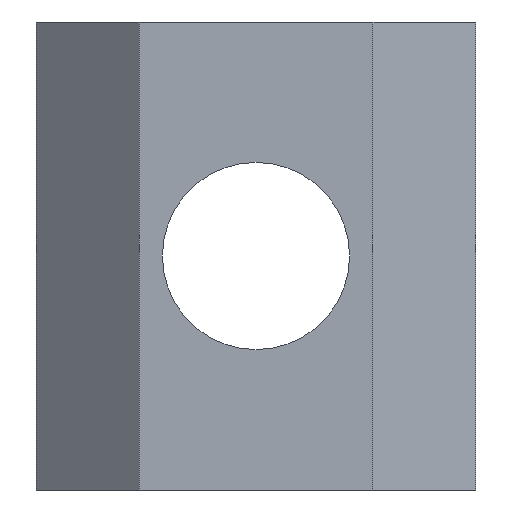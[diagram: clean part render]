
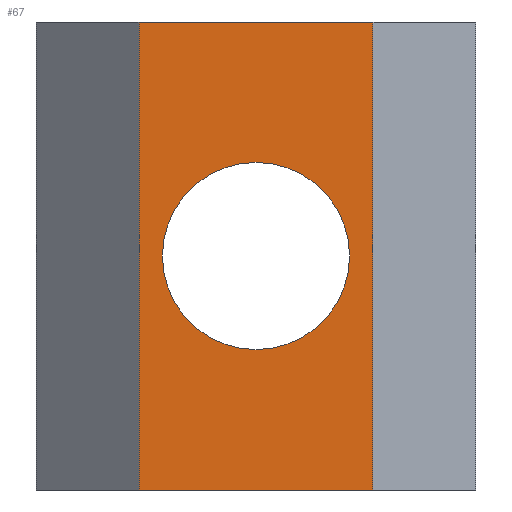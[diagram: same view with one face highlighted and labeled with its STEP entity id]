
A CAD part, front view. The second image highlights one B-rep face of the part: STEP entity #67.
In plain terms, the highlighted planar face has unit normal (0, -1, 0).
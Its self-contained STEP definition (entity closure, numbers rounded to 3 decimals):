
#39 = CIRCLE ( 'NONE', #476, 2. ) ;
#44 = DIRECTION ( 'NONE',  ( 0., 0., -1. ) ) ;
#59 = EDGE_CURVE ( 'NONE', #249, #265, #146, .T. ) ;
#60 = ORIENTED_EDGE ( 'NONE', *, *, #318, .T. ) ;
#61 = CARTESIAN_POINT ( 'NONE',  ( 0., -4.5, 0. ) ) ;
#67 = ADVANCED_FACE ( 'NONE', ( #291, #145 ), #179, .F. ) ;
#85 = VECTOR ( 'NONE', #283, 1000. ) ;
#106 = AXIS2_PLACEMENT_3D ( 'NONE', #497, #293, #295 ) ;
#125 = LINE ( 'NONE', #278, #347 ) ;
#130 = CARTESIAN_POINT ( 'NONE',  ( -2.5, -4.5, -5. ) ) ;
#131 = EDGE_LOOP ( 'NONE', ( #149, #134, #187, #60 ) ) ;
#134 = ORIENTED_EDGE ( 'NONE', *, *, #367, .F. ) ;
#141 = CARTESIAN_POINT ( 'NONE',  ( -2.5, -4.5, 5. ) ) ;
#145 = FACE_OUTER_BOUND ( 'NONE', #131, .T. ) ;
#146 = CIRCLE ( 'NONE', #106, 2. ) ;
#149 = ORIENTED_EDGE ( 'NONE', *, *, #306, .T. ) ;
#157 = CARTESIAN_POINT ( 'NONE',  ( -2.5, -4.5, 5. ) ) ;
#174 = CARTESIAN_POINT ( 'NONE',  ( -2.5, -4.5, 5. ) ) ;
#179 = PLANE ( 'NONE',  #196 ) ;
#187 = ORIENTED_EDGE ( 'NONE', *, *, #245, .F. ) ;
#196 = AXIS2_PLACEMENT_3D ( 'NONE', #141, #331, #451 ) ;
#221 = ORIENTED_EDGE ( 'NONE', *, *, #498, .T. ) ;
#232 = CARTESIAN_POINT ( 'NONE',  ( 0., -4.5, -2. ) ) ;
#239 = CARTESIAN_POINT ( 'NONE',  ( 2.5, -4.5, 5. ) ) ;
#245 = EDGE_CURVE ( 'NONE', #302, #368, #424, .T. ) ;
#247 = LINE ( 'NONE', #130, #85 ) ;
#249 = VERTEX_POINT ( 'NONE', #275 ) ;
#265 = VERTEX_POINT ( 'NONE', #232 ) ;
#275 = CARTESIAN_POINT ( 'NONE',  ( 0., -4.5, 2. ) ) ;
#277 = DIRECTION ( 'NONE',  ( 1., 0., 0. ) ) ;
#278 = CARTESIAN_POINT ( 'NONE',  ( 2.5, -4.5, 5. ) ) ;
#283 = DIRECTION ( 'NONE',  ( 1., 0., 0. ) ) ;
#291 = FACE_BOUND ( 'NONE', #324, .T. ) ;
#293 = DIRECTION ( 'NONE',  ( 0., 1., 0. ) ) ;
#295 = DIRECTION ( 'NONE',  ( 0., 0., 1. ) ) ;
#302 = VERTEX_POINT ( 'NONE', #477 ) ;
#306 = EDGE_CURVE ( 'NONE', #357, #364, #247, .T. ) ;
#313 = CARTESIAN_POINT ( 'NONE',  ( -2.5, -4.5, -5. ) ) ;
#318 = EDGE_CURVE ( 'NONE', #302, #357, #319, .T. ) ;
#319 = LINE ( 'NONE', #174, #372 ) ;
#324 = EDGE_LOOP ( 'NONE', ( #326, #221 ) ) ;
#326 = ORIENTED_EDGE ( 'NONE', *, *, #59, .T. ) ;
#331 = DIRECTION ( 'NONE',  ( 0., 1., 0. ) ) ;
#347 = VECTOR ( 'NONE', #428, 1000. ) ;
#357 = VERTEX_POINT ( 'NONE', #313 ) ;
#364 = VERTEX_POINT ( 'NONE', #400 ) ;
#367 = EDGE_CURVE ( 'NONE', #368, #364, #125, .T. ) ;
#368 = VERTEX_POINT ( 'NONE', #239 ) ;
#372 = VECTOR ( 'NONE', #44, 1000. ) ;
#400 = CARTESIAN_POINT ( 'NONE',  ( 2.5, -4.5, -5. ) ) ;
#424 = LINE ( 'NONE', #157, #439 ) ;
#428 = DIRECTION ( 'NONE',  ( 0., 0., -1. ) ) ;
#439 = VECTOR ( 'NONE', #277, 1000. ) ;
#451 = DIRECTION ( 'NONE',  ( 0., 0., 1. ) ) ;
#476 = AXIS2_PLACEMENT_3D ( 'NONE', #61, #491, #494 ) ;
#477 = CARTESIAN_POINT ( 'NONE',  ( -2.5, -4.5, 5. ) ) ;
#491 = DIRECTION ( 'NONE',  ( 0., 1., 0. ) ) ;
#494 = DIRECTION ( 'NONE',  ( 0., 0., 1. ) ) ;
#497 = CARTESIAN_POINT ( 'NONE',  ( 0., -4.5, 0. ) ) ;
#498 = EDGE_CURVE ( 'NONE', #265, #249, #39, .T. ) ;
